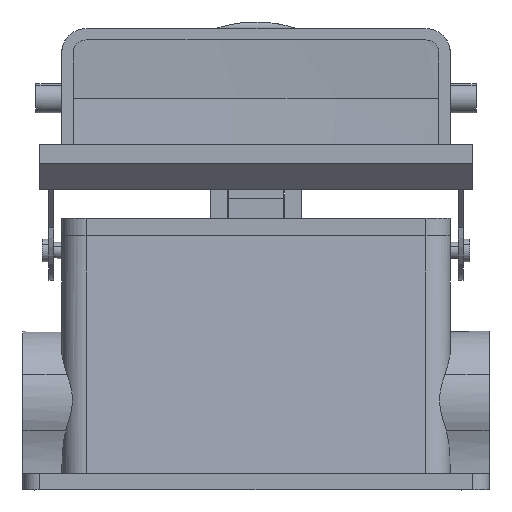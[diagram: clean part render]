
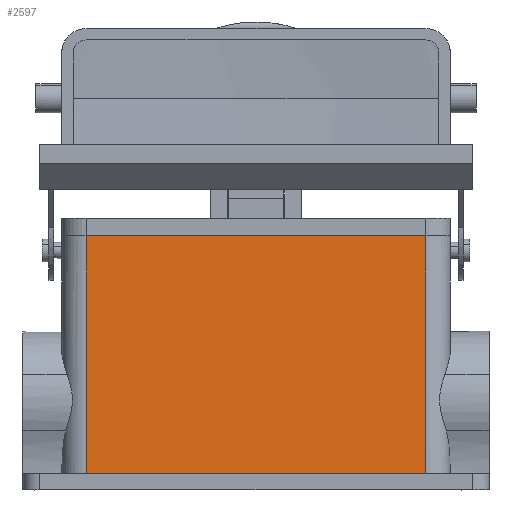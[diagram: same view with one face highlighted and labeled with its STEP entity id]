
A CAD part, left-side view. The second image highlights one B-rep face of the part: STEP entity #2597.
In plain terms, the highlighted planar face has unit normal (-0.999, 0, 0.035).
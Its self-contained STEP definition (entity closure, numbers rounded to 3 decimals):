
#2589=AXIS2_PLACEMENT_3D('Plane Axis2P3D',#2586,#2587,#2588) ;
#1312=CARTESIAN_POINT('Vertex',(15.933,19.5,5.)) ;
#1315=CARTESIAN_POINT('Line Origine',(15.933,72.,5.)) ;
#1319=CARTESIAN_POINT('Vertex',(15.933,124.5,5.)) ;
#1745=CARTESIAN_POINT('Line Origine',(18.5,72.,78.5)) ;
#1749=CARTESIAN_POINT('Vertex',(18.5,124.5,78.5)) ;
#1751=CARTESIAN_POINT('Vertex',(18.5,19.5,78.5)) ;
#1963=CARTESIAN_POINT('Line Origine',(17.169,124.5,40.381)) ;
#2571=CARTESIAN_POINT('Line Origine',(17.169,19.5,40.381)) ;
#2586=CARTESIAN_POINT('Axis2P3D Location',(18.5,72.,78.5)) ;
#1316=DIRECTION('Vector Direction',(0.,1.,0.)) ;
#1746=DIRECTION('Vector Direction',(0.,1.,0.)) ;
#1964=DIRECTION('Vector Direction',(0.035,0.,0.999)) ;
#2572=DIRECTION('Vector Direction',(0.035,0.,0.999)) ;
#2587=DIRECTION('Axis2P3D Direction',(-0.999,0.,0.035)) ;
#2588=DIRECTION('Axis2P3D XDirection',(0.,1.,0.)) ;
#1317=VECTOR('Line Direction',#1316,1.) ;
#1747=VECTOR('Line Direction',#1746,1.) ;
#1965=VECTOR('Line Direction',#1964,1.) ;
#2573=VECTOR('Line Direction',#2572,1.) ;
#2592=ORIENTED_EDGE('',*,*,#2575,.F.) ;
#2593=ORIENTED_EDGE('',*,*,#1753,.F.) ;
#2594=ORIENTED_EDGE('',*,*,#1967,.F.) ;
#2595=ORIENTED_EDGE('',*,*,#1321,.F.) ;
#2597=ADVANCED_FACE('Housing',(#2596),#2590,.T.) ;
#1321=EDGE_CURVE('',#1313,#1320,#1318,.T.) ;
#1753=EDGE_CURVE('',#1750,#1752,#1748,.F.) ;
#1967=EDGE_CURVE('',#1320,#1750,#1966,.T.) ;
#2575=EDGE_CURVE('',#1752,#1313,#2574,.F.) ;
#2591=EDGE_LOOP('',(#2592,#2593,#2594,#2595)) ;
#2596=FACE_OUTER_BOUND('',#2591,.T.) ;
#1318=LINE('Line',#1315,#1317) ;
#1748=LINE('Line',#1745,#1747) ;
#1966=LINE('Line',#1963,#1965) ;
#2574=LINE('Line',#2571,#2573) ;
#2590=PLANE('',#2589) ;
#1313=VERTEX_POINT('',#1312) ;
#1320=VERTEX_POINT('',#1319) ;
#1750=VERTEX_POINT('',#1749) ;
#1752=VERTEX_POINT('',#1751) ;
